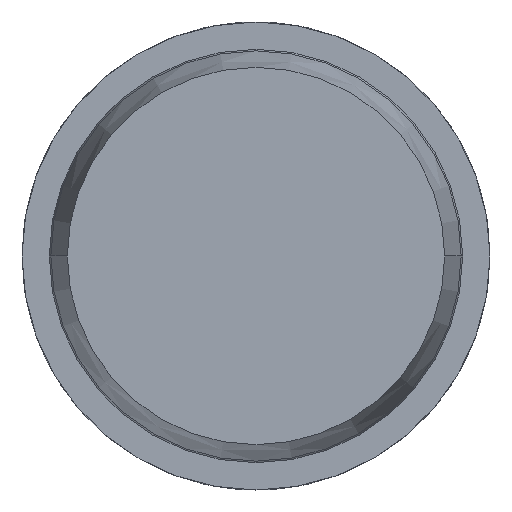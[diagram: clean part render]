
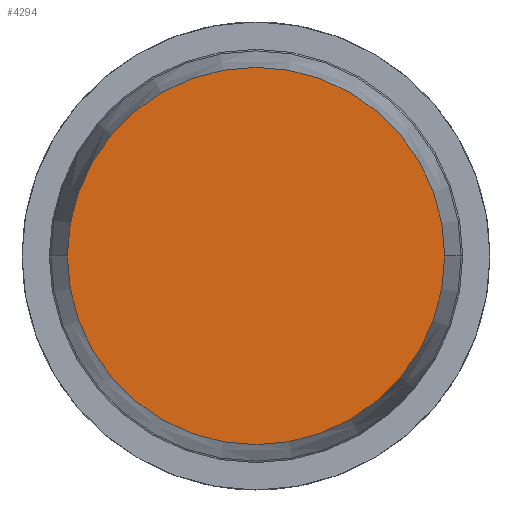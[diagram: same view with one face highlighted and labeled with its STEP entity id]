
A CAD part, front view. The second image highlights one B-rep face of the part: STEP entity #4294.
In plain terms, the highlighted planar face has unit normal (0, -1, 0).
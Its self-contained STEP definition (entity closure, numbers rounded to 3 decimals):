
#72 = PLANE ( 'NONE',  #952 ) ;
#129 = DIRECTION ( 'NONE',  ( 0., -1., 0. ) ) ;
#347 = ORIENTED_EDGE ( 'NONE', *, *, #3916, .T. ) ;
#799 = DIRECTION ( 'NONE',  ( 1., 0., 0. ) ) ;
#952 = AXIS2_PLACEMENT_3D ( 'NONE', #3174, #2842, #4305 ) ;
#1168 = FACE_OUTER_BOUND ( 'NONE', #3674, .T. ) ;
#1523 = CIRCLE ( 'NONE', #3956, 1.209 ) ;
#2044 = CARTESIAN_POINT ( 'NONE',  ( 1.209, -19., 0. ) ) ;
#2379 = VERTEX_POINT ( 'NONE', #2044 ) ;
#2529 = CARTESIAN_POINT ( 'NONE',  ( 0., -19., 0. ) ) ;
#2776 = CIRCLE ( 'NONE', #4331, 1.209 ) ;
#2842 = DIRECTION ( 'NONE',  ( 0., -1., 0. ) ) ;
#3174 = CARTESIAN_POINT ( 'NONE',  ( 0., -19., 0. ) ) ;
#3192 = ORIENTED_EDGE ( 'NONE', *, *, #3499, .T. ) ;
#3499 = EDGE_CURVE ( 'Defeature ausgef�hrt1_0+Defeature ausgef�hrt1_10+Defeature ausgef�hrt1_10+Defeature ausgef�hrt1_10', #2379, #3789, #1523, .T. ) ;
#3590 = DIRECTION ( 'NONE',  ( 0., -1., 0. ) ) ;
#3674 = EDGE_LOOP ( 'NONE', ( #347, #3192 ) ) ;
#3789 = VERTEX_POINT ( 'NONE', #4575 ) ;
#3916 = EDGE_CURVE ( 'Defeature ausgef�hrt1_0+Defeature ausgef�hrt1_10+Defeature ausgef�hrt1_10+Defeature ausgef�hrt1_10', #3789, #2379, #2776, .T. ) ;
#3956 = AXIS2_PLACEMENT_3D ( 'NONE', #4291, #129, #4367 ) ;
#4291 = CARTESIAN_POINT ( 'NONE',  ( 0., -19., 0. ) ) ;
#4294 = ADVANCED_FACE ( 'Defeature ausgef�hrt1_0', ( #1168 ), #72, .T. ) ;
#4305 = DIRECTION ( 'NONE',  ( 1., 0., 0. ) ) ;
#4331 = AXIS2_PLACEMENT_3D ( 'NONE', #2529, #3590, #799 ) ;
#4367 = DIRECTION ( 'NONE',  ( 1., 0., 0. ) ) ;
#4575 = CARTESIAN_POINT ( 'NONE',  ( -1.209, -19., 0. ) ) ;
